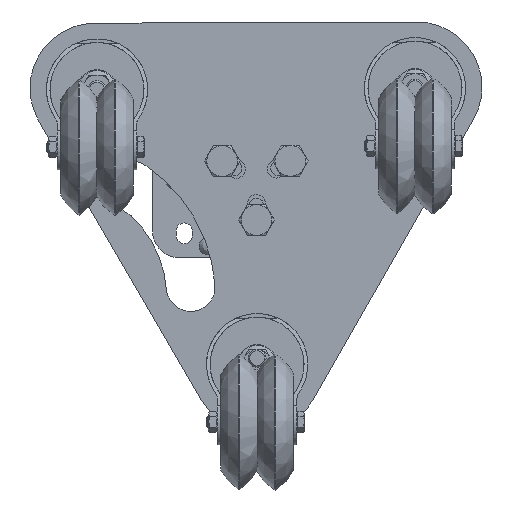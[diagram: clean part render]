
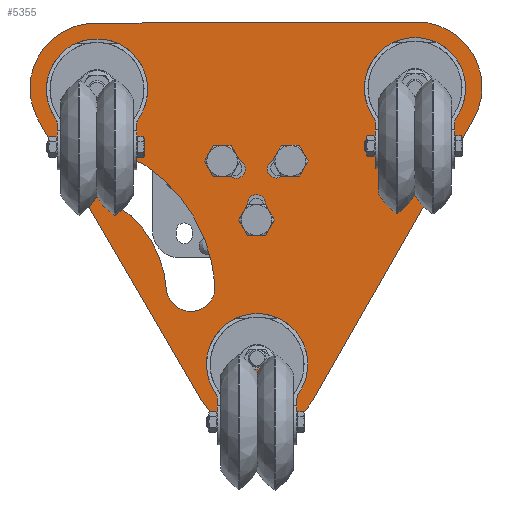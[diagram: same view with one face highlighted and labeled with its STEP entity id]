
A CAD part, front view. The second image highlights one B-rep face of the part: STEP entity #5355.
In plain terms, the highlighted face is planar.
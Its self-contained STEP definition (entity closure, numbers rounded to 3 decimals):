
#292=LINE('',#8694,#576);
#297=LINE('',#8708,#581);
#300=LINE('',#8718,#584);
#305=LINE('',#8732,#589);
#308=LINE('',#8742,#592);
#313=LINE('',#8756,#597);
#318=LINE('',#8789,#602);
#322=LINE('',#8801,#606);
#326=LINE('',#8812,#610);
#576=VECTOR('',#6879,8.515);
#581=VECTOR('',#6892,8.515);
#584=VECTOR('',#6903,8.515);
#589=VECTOR('',#6916,8.515);
#592=VECTOR('',#6927,8.515);
#597=VECTOR('',#6940,8.515);
#602=VECTOR('',#6977,177.868);
#606=VECTOR('',#6989,177.868);
#610=VECTOR('',#7001,178.);
#984=FACE_BOUND('',#1784,.T.);
#985=FACE_BOUND('',#1785,.T.);
#986=FACE_BOUND('',#1786,.T.);
#987=FACE_BOUND('',#1787,.T.);
#988=FACE_BOUND('',#1788,.T.);
#989=FACE_BOUND('',#1789,.T.);
#990=FACE_BOUND('',#1790,.T.);
#1342=FACE_OUTER_BOUND('',#1783,.T.);
#1783=EDGE_LOOP('',(#4206,#4207,#4208,#4209,#4210,#4211));
#1784=EDGE_LOOP('',(#4212,#4213,#4214,#4215));
#1785=EDGE_LOOP('',(#4216,#4217,#4218,#4219));
#1786=EDGE_LOOP('',(#4220,#4221,#4222,#4223));
#1787=EDGE_LOOP('',(#4224,#4225,#4226,#4227));
#1788=EDGE_LOOP('',(#4228));
#1789=EDGE_LOOP('',(#4229));
#1790=EDGE_LOOP('',(#4230));
#2207=CIRCLE('',#5804,13.5);
#2209=CIRCLE('',#5807,60.);
#2211=CIRCLE('',#5810,13.5);
#2213=CIRCLE('',#5813,87.);
#2215=CIRCLE('',#5817,6.);
#2217=CIRCLE('',#5821,5.);
#2219=CIRCLE('',#5825,6.);
#2221=CIRCLE('',#5829,5.);
#2223=CIRCLE('',#5833,5.);
#2225=CIRCLE('',#5837,6.);
#2228=CIRCLE('',#5841,6.25);
#2230=CIRCLE('',#5844,6.25);
#2232=CIRCLE('',#5847,6.25);
#2233=CIRCLE('',#5849,36.);
#2235=CIRCLE('',#5853,36.);
#2237=CIRCLE('',#5857,36.);
#2598=VERTEX_POINT('',#8668);
#2599=VERTEX_POINT('',#8669);
#2602=VERTEX_POINT('',#8677);
#2604=VERTEX_POINT('',#8683);
#2606=VERTEX_POINT('',#8692);
#2607=VERTEX_POINT('',#8693);
#2610=VERTEX_POINT('',#8701);
#2612=VERTEX_POINT('',#8707);
#2614=VERTEX_POINT('',#8716);
#2615=VERTEX_POINT('',#8717);
#2618=VERTEX_POINT('',#8725);
#2620=VERTEX_POINT('',#8731);
#2622=VERTEX_POINT('',#8740);
#2623=VERTEX_POINT('',#8741);
#2626=VERTEX_POINT('',#8749);
#2628=VERTEX_POINT('',#8755);
#2631=VERTEX_POINT('',#8766);
#2633=VERTEX_POINT('',#8771);
#2635=VERTEX_POINT('',#8776);
#2636=VERTEX_POINT('',#8779);
#2637=VERTEX_POINT('',#8780);
#2640=VERTEX_POINT('',#8788);
#2642=VERTEX_POINT('',#8794);
#2644=VERTEX_POINT('',#8800);
#2646=VERTEX_POINT('',#8806);
#3166=EDGE_CURVE('',#2598,#2599,#2207,.T.);
#3170=EDGE_CURVE('',#2602,#2598,#2209,.T.);
#3173=EDGE_CURVE('',#2604,#2602,#2211,.T.);
#3176=EDGE_CURVE('',#2599,#2604,#2213,.T.);
#3178=EDGE_CURVE('',#2606,#2607,#292,.T.);
#3182=EDGE_CURVE('',#2610,#2606,#2215,.T.);
#3185=EDGE_CURVE('',#2612,#2610,#297,.T.);
#3188=EDGE_CURVE('',#2607,#2612,#2217,.T.);
#3190=EDGE_CURVE('',#2614,#2615,#300,.T.);
#3194=EDGE_CURVE('',#2618,#2614,#2219,.T.);
#3197=EDGE_CURVE('',#2620,#2618,#305,.T.);
#3200=EDGE_CURVE('',#2615,#2620,#2221,.T.);
#3202=EDGE_CURVE('',#2622,#2623,#308,.T.);
#3206=EDGE_CURVE('',#2626,#2622,#2223,.T.);
#3209=EDGE_CURVE('',#2628,#2626,#313,.T.);
#3212=EDGE_CURVE('',#2623,#2628,#2225,.T.);
#3215=EDGE_CURVE('',#2631,#2631,#2228,.T.);
#3217=EDGE_CURVE('',#2633,#2633,#2230,.T.);
#3219=EDGE_CURVE('',#2635,#2635,#2232,.T.);
#3220=EDGE_CURVE('',#2636,#2637,#2233,.T.);
#3224=EDGE_CURVE('',#2637,#2640,#318,.T.);
#3227=EDGE_CURVE('',#2640,#2642,#2235,.T.);
#3230=EDGE_CURVE('',#2642,#2644,#322,.T.);
#3233=EDGE_CURVE('',#2644,#2646,#2237,.T.);
#3236=EDGE_CURVE('',#2646,#2636,#326,.T.);
#4206=ORIENTED_EDGE('',*,*,#3236,.T.);
#4207=ORIENTED_EDGE('',*,*,#3220,.T.);
#4208=ORIENTED_EDGE('',*,*,#3224,.T.);
#4209=ORIENTED_EDGE('',*,*,#3227,.T.);
#4210=ORIENTED_EDGE('',*,*,#3230,.T.);
#4211=ORIENTED_EDGE('',*,*,#3233,.T.);
#4212=ORIENTED_EDGE('',*,*,#3166,.T.);
#4213=ORIENTED_EDGE('',*,*,#3176,.T.);
#4214=ORIENTED_EDGE('',*,*,#3173,.T.);
#4215=ORIENTED_EDGE('',*,*,#3170,.T.);
#4216=ORIENTED_EDGE('',*,*,#3178,.T.);
#4217=ORIENTED_EDGE('',*,*,#3188,.T.);
#4218=ORIENTED_EDGE('',*,*,#3185,.T.);
#4219=ORIENTED_EDGE('',*,*,#3182,.T.);
#4220=ORIENTED_EDGE('',*,*,#3190,.T.);
#4221=ORIENTED_EDGE('',*,*,#3200,.T.);
#4222=ORIENTED_EDGE('',*,*,#3197,.T.);
#4223=ORIENTED_EDGE('',*,*,#3194,.T.);
#4224=ORIENTED_EDGE('',*,*,#3202,.T.);
#4225=ORIENTED_EDGE('',*,*,#3212,.T.);
#4226=ORIENTED_EDGE('',*,*,#3209,.T.);
#4227=ORIENTED_EDGE('',*,*,#3206,.T.);
#4228=ORIENTED_EDGE('',*,*,#3215,.T.);
#4229=ORIENTED_EDGE('',*,*,#3217,.T.);
#4230=ORIENTED_EDGE('',*,*,#3219,.T.);
#5131=PLANE('',#5860);
#5355=ADVANCED_FACE('',(#1342,#984,#985,#986,#987,#988,#989,#990),#5131,
 .T.);
#5804=AXIS2_PLACEMENT_3D('',#8670,#6851,#6852);
#5807=AXIS2_PLACEMENT_3D('',#8678,#6859,#6860);
#5810=AXIS2_PLACEMENT_3D('',#8684,#6866,#6867);
#5813=AXIS2_PLACEMENT_3D('',#8689,#6873,#6874);
#5817=AXIS2_PLACEMENT_3D('',#8702,#6885,#6886);
#5821=AXIS2_PLACEMENT_3D('',#8713,#6897,#6898);
#5825=AXIS2_PLACEMENT_3D('',#8726,#6909,#6910);
#5829=AXIS2_PLACEMENT_3D('',#8737,#6921,#6922);
#5833=AXIS2_PLACEMENT_3D('',#8750,#6933,#6934);
#5837=AXIS2_PLACEMENT_3D('',#8761,#6945,#6946);
#5841=AXIS2_PLACEMENT_3D('',#8767,#6953,#6954);
#5844=AXIS2_PLACEMENT_3D('',#8772,#6959,#6960);
#5847=AXIS2_PLACEMENT_3D('',#8777,#6965,#6966);
#5849=AXIS2_PLACEMENT_3D('',#8781,#6969,#6970);
#5853=AXIS2_PLACEMENT_3D('',#8795,#6982,#6983);
#5857=AXIS2_PLACEMENT_3D('',#8807,#6994,#6995);
#5860=AXIS2_PLACEMENT_3D('',#8814,#7003,#7004);
#6851=DIRECTION('center_axis',(0.,0.,-1.));
#6852=DIRECTION('ref_axis',(-0.442,0.897,0.));
#6859=DIRECTION('center_axis',(0.,0.,1.));
#6860=DIRECTION('ref_axis',(-0.442,-0.897,0.));
#6866=DIRECTION('center_axis',(0.,0.,-1.));
#6867=DIRECTION('ref_axis',(-0.442,-0.897,0.));
#6873=DIRECTION('center_axis',(0.,0.,-1.));
#6874=DIRECTION('ref_axis',(0.442,0.897,0.));
#6879=DIRECTION('',(-0.804,0.595,0.));
#6885=DIRECTION('center_axis',(0.,0.,-1.));
#6886=DIRECTION('ref_axis',(-0.595,-0.804,0.));
#6892=DIRECTION('',(0.917,-0.399,0.));
#6897=DIRECTION('center_axis',(0.,0.,-1.));
#6898=DIRECTION('ref_axis',(0.476,0.88,0.));
#6903=DIRECTION('',(0.917,0.399,0.));
#6909=DIRECTION('center_axis',(0.,0.,-1.));
#6910=DIRECTION('ref_axis',(-0.399,0.917,0.));
#6916=DIRECTION('',(-0.804,-0.595,0.));
#6921=DIRECTION('center_axis',(0.,0.,-1.));
#6922=DIRECTION('ref_axis',(0.524,-0.852,0.));
#6927=DIRECTION('',(-0.113,0.994,0.));
#6933=DIRECTION('center_axis',(0.,0.,-1.));
#6934=DIRECTION('ref_axis',(1.,0.028,0.));
#6940=DIRECTION('',(-0.113,-0.994,0.));
#6945=DIRECTION('center_axis',(0.,0.,-1.));
#6946=DIRECTION('ref_axis',(-0.994,0.113,0.));
#6953=DIRECTION('center_axis',(0.,0.,-1.));
#6954=DIRECTION('ref_axis',(-1.,0.,0.));
#6959=DIRECTION('center_axis',(0.,0.,-1.));
#6960=DIRECTION('ref_axis',(-1.,0.,0.));
#6965=DIRECTION('center_axis',(0.,0.,-1.));
#6966=DIRECTION('ref_axis',(-1.,0.,0.));
#6969=DIRECTION('center_axis',(0.,0.,1.));
#6970=DIRECTION('ref_axis',(0.,-1.,0.));
#6977=DIRECTION('',(-0.5,0.866,0.));
#6982=DIRECTION('center_axis',(0.,0.,1.));
#6983=DIRECTION('ref_axis',(0.866,0.5,0.));
#6989=DIRECTION('',(-0.5,-0.866,0.));
#6994=DIRECTION('center_axis',(0.,0.,1.));
#6995=DIRECTION('ref_axis',(-0.866,0.5,0.));
#7001=DIRECTION('',(1.,0.,0.));
#7003=DIRECTION('center_axis',(0.,0.,1.));
#7004=DIRECTION('ref_axis',(1.,0.,0.));
#8668=CARTESIAN_POINT('',(-26.531,-73.109,0.));
#8669=CARTESIAN_POINT('',(-38.469,-48.891,0.));
#8670=CARTESIAN_POINT('Origin',(-32.5,-61.,0.));
#8677=CARTESIAN_POINT('',(26.531,-73.109,0.));
#8678=CARTESIAN_POINT('Origin',(0.,-126.924,
0.));
#8683=CARTESIAN_POINT('',(38.469,-48.891,0.));
#8684=CARTESIAN_POINT('Origin',(32.5,-61.,0.));
#8689=CARTESIAN_POINT('Origin',(0.,-126.924,
0.));
#8692=CARTESIAN_POINT('',(15.277,-15.704,0.));
#8693=CARTESIAN_POINT('',(8.431,-10.639,0.));
#8694=CARTESIAN_POINT('',(6.582,-9.271,0.));
#8701=CARTESIAN_POINT('',(21.238,-5.378,0.));
#8702=CARTESIAN_POINT('Origin',(18.845,-10.88,0.));
#8707=CARTESIAN_POINT('',(13.429,-1.982,0.));
#8708=CARTESIAN_POINT('',(7.417,0.633,0.));
#8713=CARTESIAN_POINT('Origin',(11.051,-6.38,0.));
#8716=CARTESIAN_POINT('',(-21.238,-5.378,0.));
#8717=CARTESIAN_POINT('',(-13.429,-1.982,0.));
#8718=CARTESIAN_POINT('',(-11.321,-1.065,0.));
#8725=CARTESIAN_POINT('',(-15.277,-15.704,0.));
#8726=CARTESIAN_POINT('Origin',(-18.845,-10.88,0.));
#8731=CARTESIAN_POINT('',(-8.431,-10.639,0.));
#8732=CARTESIAN_POINT('',(-3.159,-6.738,0.));
#8737=CARTESIAN_POINT('Origin',(-11.051,-6.38,0.));
#8740=CARTESIAN_POINT('',(-4.998,12.621,0.));
#8741=CARTESIAN_POINT('',(-5.961,21.082,0.));
#8742=CARTESIAN_POINT('',(-4.258,6.12,0.));
#8749=CARTESIAN_POINT('',(4.998,12.621,0.));
#8750=CARTESIAN_POINT('Origin',(0.,12.761,
0.));
#8755=CARTESIAN_POINT('',(5.961,21.082,0.));
#8756=CARTESIAN_POINT('',(4.739,10.35,0.));
#8761=CARTESIAN_POINT('Origin',(0.,21.761,
0.));
#8766=CARTESIAN_POINT('',(91.25,-49.075,0.));
#8767=CARTESIAN_POINT('Origin',(85.,-49.075,0.));
#8771=CARTESIAN_POINT('',(6.25,98.15,0.));
#8772=CARTESIAN_POINT('Origin',(0.,98.15,0.));
#8776=CARTESIAN_POINT('',(-78.75,-49.075,0.));
#8777=CARTESIAN_POINT('Origin',(-85.,-49.075,0.));
#8779=CARTESIAN_POINT('',(89.,-87.3,0.));
#8780=CARTESIAN_POINT('',(120.169,-33.287,0.));
#8781=CARTESIAN_POINT('Origin',(89.,-51.3,0.));
#8788=CARTESIAN_POINT('',(31.169,120.713,0.));
#8789=CARTESIAN_POINT('',(120.169,-33.287,0.));
#8794=CARTESIAN_POINT('',(-31.169,120.713,0.));
#8795=CARTESIAN_POINT('Origin',(0.,102.7,0.));
#8800=CARTESIAN_POINT('',(-120.169,-33.287,0.));
#8801=CARTESIAN_POINT('',(-31.169,120.713,0.));
#8806=CARTESIAN_POINT('',(-89.,-87.3,0.));
#8807=CARTESIAN_POINT('Origin',(-89.,-51.3,0.));
#8812=CARTESIAN_POINT('',(-89.,-87.3,0.));
#8814=CARTESIAN_POINT('Origin',(0.,0.019,
0.));
